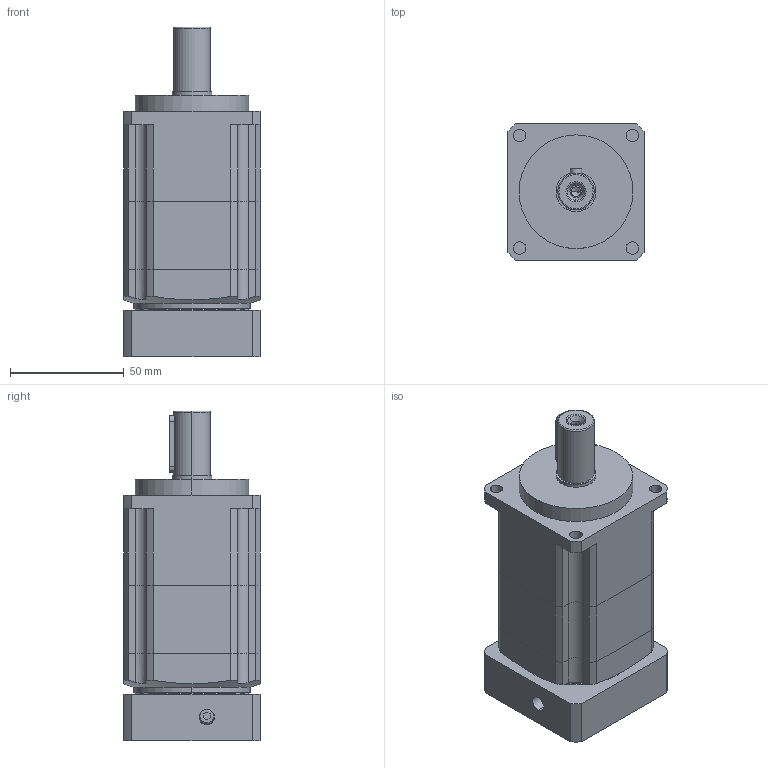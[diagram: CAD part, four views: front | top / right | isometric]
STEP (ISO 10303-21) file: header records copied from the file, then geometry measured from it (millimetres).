
FILE_DESCRIPTION (( 'STEP AP203' ), '1' );
FILE_NAME ('GPB060-L2-(8-38.1-47.14-M4).STEP', '2022-05-25T03:15:32', ( '微软用户' ), ( '微软中国' ), 'SwSTEP 2.0', 'SolidWorks 2018', '' );
FILE_SCHEMA (( 'CONFIG_CONTROL_DESIGN' ));
Length unit declared in the file: millimetre
Products named in the file (1): GPB060-L2-(8-38.1-47.14-M4)
Bounding box: 60 x 60 x 145 mm (x, y, z)
Volume: 342756.2 mm3; surface area: 62217.3 mm2
Topology: 6 solids, 6 shells, 324 faces, 833 edges, 535 vertices
Faces by surface type: plane 153, cylinder 137, cone 20, torus 14
Entity records: 10346 total; most frequent: CARTESIAN_POINT 2180, DIRECTION 1759, ORIENTED_EDGE 1646, EDGE_CURVE 823, AXIS2_PLACEMENT_3D 646, VERTEX_POINT 535, VECTOR 467, LINE 467
